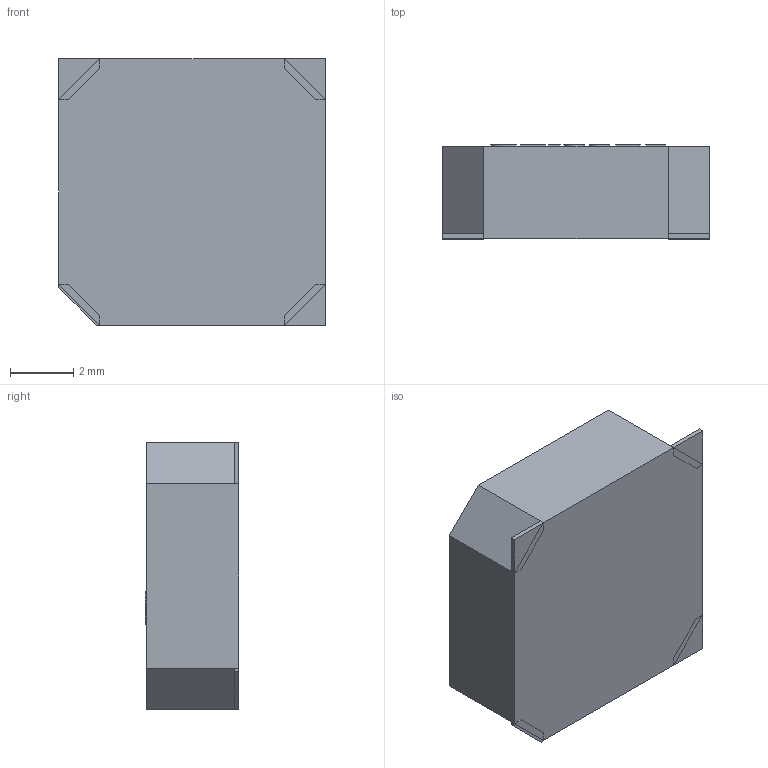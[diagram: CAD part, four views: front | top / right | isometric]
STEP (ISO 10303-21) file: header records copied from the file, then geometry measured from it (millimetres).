
FILE_DESCRIPTION (( 'STEP AP203' ), '1' );
FILE_NAME ('ST-03BL.STEP', '2016-09-08T20:24:49', ( 'Gem' ), ( '' ), 'SwSTEP 2.0', 'SolidWorks 2013', '' );
FILE_SCHEMA (( 'CONFIG_CONTROL_DESIGN' ));
Length unit declared in the file: millimetre
Products named in the file (1): ST-03BL
Bounding box: 8.4 x 2.96 x 8.4 mm (x, y, z)
Volume: 194.3 mm3; surface area: 238.4 mm2
Topology: 5 solids, 5 shells, 150 faces, 381 edges, 254 vertices
Faces by surface type: plane 100, bspline 48, cylinder 2
Entity records: 7148 total; most frequent: CARTESIAN_POINT 3770, ORIENTED_EDGE 762, DIRECTION 495, EDGE_CURVE 381, LINE 281, VECTOR 281, VERTEX_POINT 254, EDGE_LOOP 163
